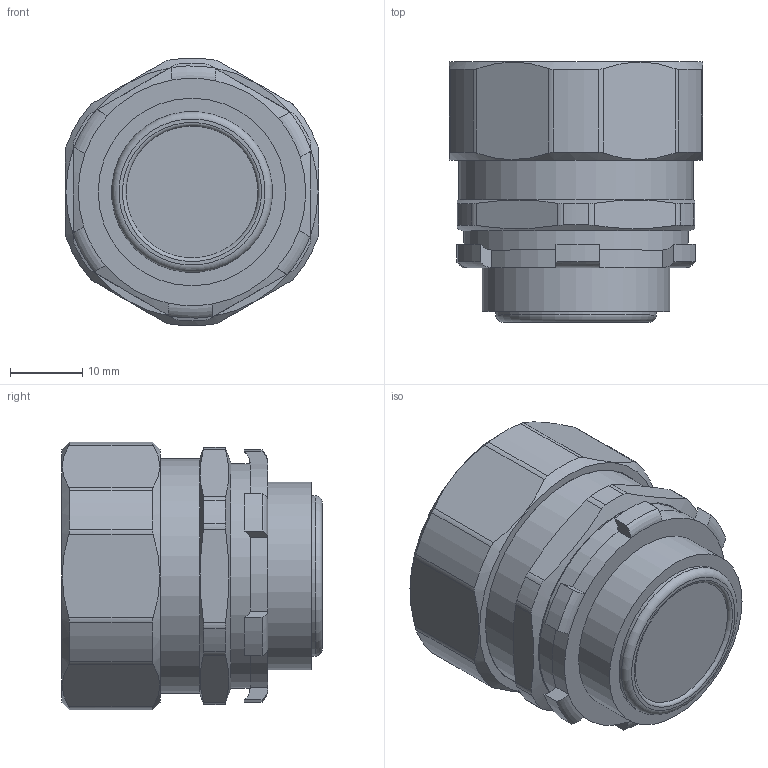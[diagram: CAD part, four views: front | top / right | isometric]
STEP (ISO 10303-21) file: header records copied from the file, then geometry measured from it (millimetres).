
FILE_DESCRIPTION(/* description */ (''),/* implementation_level */ '2;1');
FILE_NAME(/* name */ '',/* time_stamp */ '2023-11-27T08:11:20+07:00',/* author */ ('zeta-09'),/* organization */ (''),/* preprocessor_version */ 'ST-DEVELOPER v19.2',/* originating_system */ 'Autodesk Inventor 2024',/* authorisation */ '');
FILE_SCHEMA (('AUTOMOTIVE_DESIGN { 1 0 10303 214 3 1 1 }'));
Length unit declared in the file: millimetre
Products named in the file (1): Деталь2
Bounding box: 35.1 x 36.12 x 37.09 mm (x, y, z)
Volume: 29578.5 mm3; surface area: 6103.4 mm2
Topology: 1 solids, 1 shells, 106 faces, 266 edges, 169 vertices
Faces by surface type: cylinder 53, plane 33, torus 14, cone 6
Full cylindrical faces by diameter (mm): 22.3 x1, 26 x1, 27.45 x1, 31.2 x1, 32.5 x1
Entity records: 3528 total; most frequent: CARTESIAN_POINT 954, ORIENTED_EDGE 532, DIRECTION 467, EDGE_CURVE 266, AXIS2_PLACEMENT_3D 192, VERTEX_POINT 169, EDGE_LOOP 113, FACE_OUTER_BOUND 106
